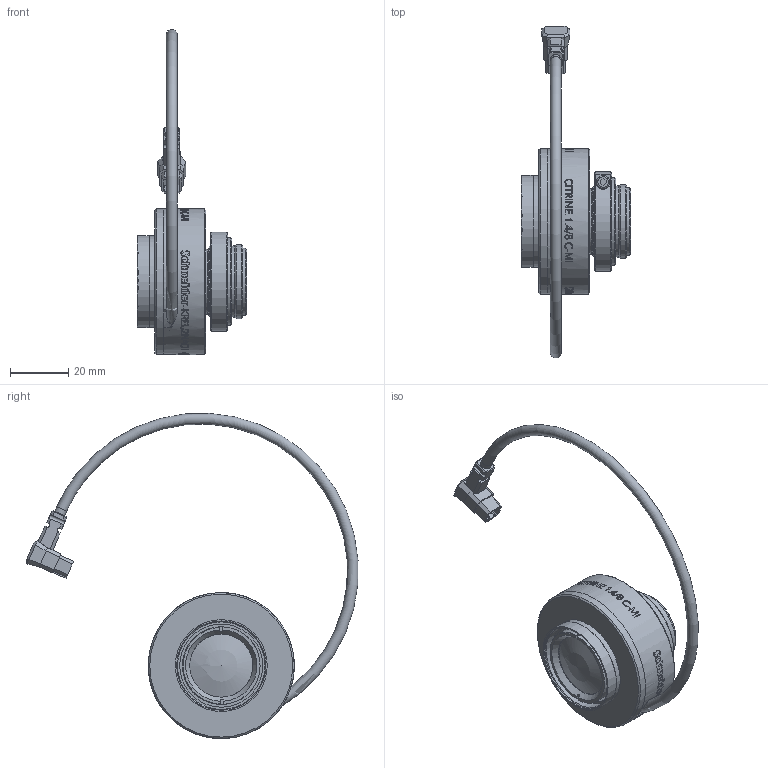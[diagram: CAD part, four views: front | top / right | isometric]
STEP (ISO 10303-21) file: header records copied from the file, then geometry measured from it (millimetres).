
FILE_DESCRIPTION(/* description */ (''),/* implementation_level */ '2;1');
FILE_NAME(/* name */ '1061449_00165410_001.stp',/* time_stamp */ '2021-10-14T13:33:06+02:00',/* author */ (''),/* organization */ (''),/* preprocessor_version */ 'ST-DEVELOPER v16',/* originating_system */ 'SIEMENS PLM Software NX 10.0',/* authorisation */ '');
FILE_SCHEMA (('AP203_CONFIGURATION_CONTROLLED_3D_DESIGN_OF_MECHANICAL_PARTS_AND_ASSEMBLIES_MIM_LF { 1 0 10303 403 2 1 2}'));
Length unit declared in the file: millimetre
Products named in the file (1): Froe50D48B97ygrx
Bounding box: 37.5 x 113.76 x 111.4 mm (x, y, z)
Volume: 47474.6 mm3; surface area: 20265.7 mm2
Topology: 1 solids, 13 shells, 631 faces, 2036 edges, 1567 vertices
Faces by surface type: plane 315, cylinder 245, cone 50, torus 14, sphere 7
Full cylindrical faces by diameter (mm): 0.5 x4, 1 x2, 1.1 x1, 1.7 x6, 1.8 x3, 1.9 x3, 2.5 x2, 2.7 x6, 3.7 x1, 4 x2, 4.5 x1, 12.1 x1, 12.628 x1, 13.5 x1, 14.86 x1, 14.907 x1, 14.959 x1, 15.6 x1, 15.7 x1, 16.8 x2, 18.1 x1, 19.5 x1, 20 x1, 21.7 x1, 22.3 x1, 23 x3, 24.4 x1, 25.12 x1, 25.4 x1, 25.567 x1
Entity records: 24380 total; most frequent: CARTESIAN_POINT 7603, ORIENTED_EDGE 3741, DIRECTION 2790, EDGE_CURVE 1873, VERTEX_POINT 1512, AXIS2_PLACEMENT_3D 1036, EDGE_LOOP 924, B_SPLINE_CURVE_WITH_KNOTS 751
